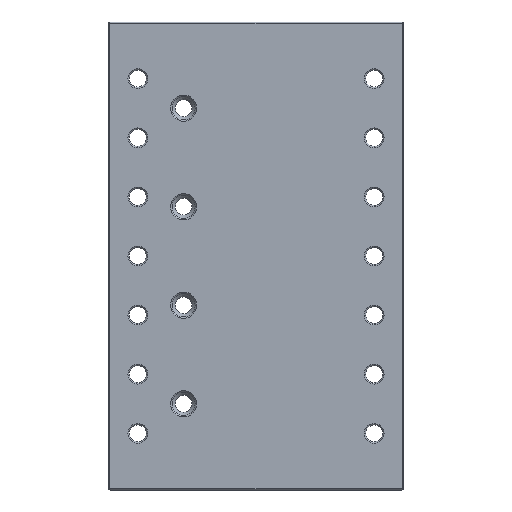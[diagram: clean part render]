
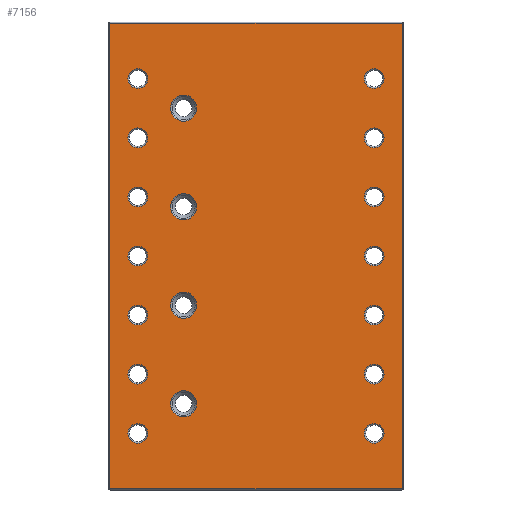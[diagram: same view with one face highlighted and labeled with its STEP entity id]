
A CAD part, front view. The second image highlights one B-rep face of the part: STEP entity #7156.
In plain terms, the highlighted planar face has unit normal (0, -1, 0).
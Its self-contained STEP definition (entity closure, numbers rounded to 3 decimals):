
#182=FACE_BOUND('',#987,.T.);
#183=FACE_BOUND('',#988,.T.);
#184=FACE_BOUND('',#989,.T.);
#185=FACE_BOUND('',#990,.T.);
#186=FACE_BOUND('',#991,.T.);
#187=FACE_BOUND('',#992,.T.);
#188=FACE_BOUND('',#993,.T.);
#189=FACE_BOUND('',#994,.T.);
#190=FACE_BOUND('',#995,.T.);
#191=FACE_BOUND('',#996,.T.);
#192=FACE_BOUND('',#997,.T.);
#193=FACE_BOUND('',#998,.T.);
#194=FACE_BOUND('',#999,.T.);
#195=FACE_BOUND('',#1000,.T.);
#196=FACE_BOUND('',#1001,.T.);
#197=FACE_BOUND('',#1002,.T.);
#198=FACE_BOUND('',#1003,.T.);
#199=FACE_BOUND('',#1004,.T.);
#264=PLANE('',#7713);
#493=FACE_OUTER_BOUND('',#986,.T.);
#986=EDGE_LOOP('',(#4942,#4943,#4944,#4945,#4946,#4947,#4948,#4949));
#987=EDGE_LOOP('',(#4950));
#988=EDGE_LOOP('',(#4951));
#989=EDGE_LOOP('',(#4952));
#990=EDGE_LOOP('',(#4953));
#991=EDGE_LOOP('',(#4954));
#992=EDGE_LOOP('',(#4955));
#993=EDGE_LOOP('',(#4956));
#994=EDGE_LOOP('',(#4957));
#995=EDGE_LOOP('',(#4958));
#996=EDGE_LOOP('',(#4959));
#997=EDGE_LOOP('',(#4960));
#998=EDGE_LOOP('',(#4961));
#999=EDGE_LOOP('',(#4962));
#1000=EDGE_LOOP('',(#4963));
#1001=EDGE_LOOP('',(#4964));
#1002=EDGE_LOOP('',(#4965));
#1003=EDGE_LOOP('',(#4966));
#1004=EDGE_LOOP('',(#4967));
#1649=CIRCLE('',#7711,2.);
#1651=CIRCLE('',#7714,0.2);
#1652=CIRCLE('',#7715,0.2);
#1653=CIRCLE('',#7716,0.2);
#1654=CIRCLE('',#7717,0.2);
#1655=CIRCLE('',#7718,2.);
#1656=CIRCLE('',#7719,2.);
#1657=CIRCLE('',#7720,2.);
#1658=CIRCLE('',#7721,2.);
#1659=CIRCLE('',#7722,2.);
#1660=CIRCLE('',#7723,2.);
#1661=CIRCLE('',#7724,2.);
#1662=CIRCLE('',#7725,2.65);
#1663=CIRCLE('',#7726,2.65);
#1664=CIRCLE('',#7727,2.65);
#1665=CIRCLE('',#7728,2.65);
#1666=CIRCLE('',#7729,2.);
#1667=CIRCLE('',#7730,2.);
#1668=CIRCLE('',#7731,2.);
#1669=CIRCLE('',#7732,2.);
#1670=CIRCLE('',#7733,2.);
#1671=CIRCLE('',#7734,2.);
#2141=LINE('',#11452,#2615);
#2142=LINE('',#11456,#2616);
#2143=LINE('',#11460,#2617);
#2144=LINE('',#11463,#2618);
#2615=VECTOR('',#8838,10.);
#2616=VECTOR('',#8841,10.);
#2617=VECTOR('',#8844,10.);
#2618=VECTOR('',#8847,10.);
#3124=VERTEX_POINT('',#11442);
#3126=VERTEX_POINT('',#11448);
#3127=VERTEX_POINT('',#11449);
#3128=VERTEX_POINT('',#11451);
#3129=VERTEX_POINT('',#11453);
#3130=VERTEX_POINT('',#11455);
#3131=VERTEX_POINT('',#11457);
#3132=VERTEX_POINT('',#11459);
#3133=VERTEX_POINT('',#11461);
#3134=VERTEX_POINT('',#11464);
#3135=VERTEX_POINT('',#11466);
#3136=VERTEX_POINT('',#11468);
#3137=VERTEX_POINT('',#11470);
#3138=VERTEX_POINT('',#11472);
#3139=VERTEX_POINT('',#11474);
#3140=VERTEX_POINT('',#11476);
#3141=VERTEX_POINT('',#11478);
#3142=VERTEX_POINT('',#11480);
#3143=VERTEX_POINT('',#11482);
#3144=VERTEX_POINT('',#11484);
#3145=VERTEX_POINT('',#11486);
#3146=VERTEX_POINT('',#11488);
#3147=VERTEX_POINT('',#11490);
#3148=VERTEX_POINT('',#11492);
#3149=VERTEX_POINT('',#11494);
#3150=VERTEX_POINT('',#11496);
#3788=EDGE_CURVE('',#3124,#3124,#1649,.T.);
#3791=EDGE_CURVE('',#3126,#3127,#1651,.T.);
#3792=EDGE_CURVE('',#3128,#3126,#2141,.T.);
#3793=EDGE_CURVE('',#3129,#3128,#1652,.T.);
#3794=EDGE_CURVE('',#3130,#3129,#2142,.T.);
#3795=EDGE_CURVE('',#3131,#3130,#1653,.T.);
#3796=EDGE_CURVE('',#3132,#3131,#2143,.T.);
#3797=EDGE_CURVE('',#3133,#3132,#1654,.T.);
#3798=EDGE_CURVE('',#3127,#3133,#2144,.T.);
#3799=EDGE_CURVE('',#3134,#3134,#1655,.T.);
#3800=EDGE_CURVE('',#3135,#3135,#1656,.T.);
#3801=EDGE_CURVE('',#3136,#3136,#1657,.T.);
#3802=EDGE_CURVE('',#3137,#3137,#1658,.T.);
#3803=EDGE_CURVE('',#3138,#3138,#1659,.T.);
#3804=EDGE_CURVE('',#3139,#3139,#1660,.T.);
#3805=EDGE_CURVE('',#3140,#3140,#1661,.T.);
#3806=EDGE_CURVE('',#3141,#3141,#1662,.T.);
#3807=EDGE_CURVE('',#3142,#3142,#1663,.T.);
#3808=EDGE_CURVE('',#3143,#3143,#1664,.T.);
#3809=EDGE_CURVE('',#3144,#3144,#1665,.T.);
#3810=EDGE_CURVE('',#3145,#3145,#1666,.T.);
#3811=EDGE_CURVE('',#3146,#3146,#1667,.T.);
#3812=EDGE_CURVE('',#3147,#3147,#1668,.T.);
#3813=EDGE_CURVE('',#3148,#3148,#1669,.T.);
#3814=EDGE_CURVE('',#3149,#3149,#1670,.T.);
#3815=EDGE_CURVE('',#3150,#3150,#1671,.T.);
#4942=ORIENTED_EDGE('',*,*,#3791,.F.);
#4943=ORIENTED_EDGE('',*,*,#3792,.F.);
#4944=ORIENTED_EDGE('',*,*,#3793,.F.);
#4945=ORIENTED_EDGE('',*,*,#3794,.F.);
#4946=ORIENTED_EDGE('',*,*,#3795,.F.);
#4947=ORIENTED_EDGE('',*,*,#3796,.F.);
#4948=ORIENTED_EDGE('',*,*,#3797,.F.);
#4949=ORIENTED_EDGE('',*,*,#3798,.F.);
#4950=ORIENTED_EDGE('',*,*,#3799,.F.);
#4951=ORIENTED_EDGE('',*,*,#3800,.F.);
#4952=ORIENTED_EDGE('',*,*,#3801,.F.);
#4953=ORIENTED_EDGE('',*,*,#3802,.F.);
#4954=ORIENTED_EDGE('',*,*,#3803,.F.);
#4955=ORIENTED_EDGE('',*,*,#3804,.F.);
#4956=ORIENTED_EDGE('',*,*,#3805,.F.);
#4957=ORIENTED_EDGE('',*,*,#3806,.F.);
#4958=ORIENTED_EDGE('',*,*,#3807,.F.);
#4959=ORIENTED_EDGE('',*,*,#3808,.F.);
#4960=ORIENTED_EDGE('',*,*,#3809,.F.);
#4961=ORIENTED_EDGE('',*,*,#3810,.F.);
#4962=ORIENTED_EDGE('',*,*,#3811,.F.);
#4963=ORIENTED_EDGE('',*,*,#3812,.F.);
#4964=ORIENTED_EDGE('',*,*,#3813,.F.);
#4965=ORIENTED_EDGE('',*,*,#3814,.F.);
#4966=ORIENTED_EDGE('',*,*,#3815,.F.);
#4967=ORIENTED_EDGE('',*,*,#3788,.F.);
#7156=ADVANCED_FACE('',(#493,#182,#183,#184,#185,#186,#187,#188,#189,#190,
#191,#192,#193,#194,#195,#196,#197,#198,#199),#264,.T.);
#7711=AXIS2_PLACEMENT_3D('',#11443,#8829,#8830);
#7713=AXIS2_PLACEMENT_3D('',#11447,#8834,#8835);
#7714=AXIS2_PLACEMENT_3D('',#11450,#8836,#8837);
#7715=AXIS2_PLACEMENT_3D('',#11454,#8839,#8840);
#7716=AXIS2_PLACEMENT_3D('',#11458,#8842,#8843);
#7717=AXIS2_PLACEMENT_3D('',#11462,#8845,#8846);
#7718=AXIS2_PLACEMENT_3D('',#11465,#8848,#8849);
#7719=AXIS2_PLACEMENT_3D('',#11467,#8850,#8851);
#7720=AXIS2_PLACEMENT_3D('',#11469,#8852,#8853);
#7721=AXIS2_PLACEMENT_3D('',#11471,#8854,#8855);
#7722=AXIS2_PLACEMENT_3D('',#11473,#8856,#8857);
#7723=AXIS2_PLACEMENT_3D('',#11475,#8858,#8859);
#7724=AXIS2_PLACEMENT_3D('',#11477,#8860,#8861);
#7725=AXIS2_PLACEMENT_3D('',#11479,#8862,#8863);
#7726=AXIS2_PLACEMENT_3D('',#11481,#8864,#8865);
#7727=AXIS2_PLACEMENT_3D('',#11483,#8866,#8867);
#7728=AXIS2_PLACEMENT_3D('',#11485,#8868,#8869);
#7729=AXIS2_PLACEMENT_3D('',#11487,#8870,#8871);
#7730=AXIS2_PLACEMENT_3D('',#11489,#8872,#8873);
#7731=AXIS2_PLACEMENT_3D('',#11491,#8874,#8875);
#7732=AXIS2_PLACEMENT_3D('',#11493,#8876,#8877);
#7733=AXIS2_PLACEMENT_3D('',#11495,#8878,#8879);
#7734=AXIS2_PLACEMENT_3D('',#11497,#8880,#8881);
#8829=DIRECTION('center_axis',(0.,-1.,0.));
#8830=DIRECTION('ref_axis',(1.,0.,0.));
#8834=DIRECTION('center_axis',(0.,-1.,0.));
#8835=DIRECTION('ref_axis',(1.,0.,0.));
#8836=DIRECTION('center_axis',(0.,1.,0.));
#8837=DIRECTION('ref_axis',(0.707,0.,-0.707));
#8838=DIRECTION('',(0.,0.,-1.));
#8839=DIRECTION('center_axis',(0.,1.,0.));
#8840=DIRECTION('ref_axis',(0.707,0.,0.707));
#8841=DIRECTION('',(1.,0.,0.));
#8842=DIRECTION('center_axis',(0.,1.,0.));
#8843=DIRECTION('ref_axis',(-0.707,0.,0.707));
#8844=DIRECTION('',(0.,0.,1.));
#8845=DIRECTION('center_axis',(0.,1.,0.));
#8846=DIRECTION('ref_axis',(-0.707,0.,-0.707));
#8847=DIRECTION('',(-1.,0.,0.));
#8848=DIRECTION('center_axis',(0.,-1.,0.));
#8849=DIRECTION('ref_axis',(1.,0.,0.));
#8850=DIRECTION('center_axis',(0.,-1.,0.));
#8851=DIRECTION('ref_axis',(1.,0.,0.));
#8852=DIRECTION('center_axis',(0.,-1.,0.));
#8853=DIRECTION('ref_axis',(1.,0.,0.));
#8854=DIRECTION('center_axis',(0.,-1.,0.));
#8855=DIRECTION('ref_axis',(1.,0.,0.));
#8856=DIRECTION('center_axis',(0.,-1.,0.));
#8857=DIRECTION('ref_axis',(1.,0.,0.));
#8858=DIRECTION('center_axis',(0.,-1.,0.));
#8859=DIRECTION('ref_axis',(1.,0.,0.));
#8860=DIRECTION('center_axis',(0.,-1.,0.));
#8861=DIRECTION('ref_axis',(1.,0.,0.));
#8862=DIRECTION('center_axis',(0.,-1.,0.));
#8863=DIRECTION('ref_axis',(1.,0.,0.));
#8864=DIRECTION('center_axis',(0.,-1.,0.));
#8865=DIRECTION('ref_axis',(1.,0.,0.));
#8866=DIRECTION('center_axis',(0.,-1.,0.));
#8867=DIRECTION('ref_axis',(1.,0.,0.));
#8868=DIRECTION('center_axis',(0.,-1.,0.));
#8869=DIRECTION('ref_axis',(1.,0.,0.));
#8870=DIRECTION('center_axis',(0.,-1.,0.));
#8871=DIRECTION('ref_axis',(1.,0.,0.));
#8872=DIRECTION('center_axis',(0.,-1.,0.));
#8873=DIRECTION('ref_axis',(1.,0.,0.));
#8874=DIRECTION('center_axis',(0.,-1.,0.));
#8875=DIRECTION('ref_axis',(1.,0.,0.));
#8876=DIRECTION('center_axis',(0.,-1.,0.));
#8877=DIRECTION('ref_axis',(1.,0.,0.));
#8878=DIRECTION('center_axis',(0.,-1.,0.));
#8879=DIRECTION('ref_axis',(1.,0.,0.));
#8880=DIRECTION('center_axis',(0.,-1.,0.));
#8881=DIRECTION('ref_axis',(1.,0.,0.));
#11442=CARTESIAN_POINT('',(42.,-11.,11.5));
#11443=CARTESIAN_POINT('Origin',(44.,-11.,11.5));
#11447=CARTESIAN_POINT('Origin',(-10.,-11.,0.));
#11448=CARTESIAN_POINT('',(49.7,-11.,0.5));
#11449=CARTESIAN_POINT('',(49.5,-11.,0.3));
#11450=CARTESIAN_POINT('Origin',(49.5,-11.,0.5));
#11451=CARTESIAN_POINT('',(49.7,-11.,94.5));
#11452=CARTESIAN_POINT('',(49.7,-11.,0.));
#11453=CARTESIAN_POINT('',(49.5,-11.,94.7));
#11454=CARTESIAN_POINT('Origin',(49.5,-11.,94.5));
#11455=CARTESIAN_POINT('',(-9.5,-11.,94.7));
#11456=CARTESIAN_POINT('',(5.,-11.,94.7));
#11457=CARTESIAN_POINT('',(-9.7,-11.,94.5));
#11458=CARTESIAN_POINT('Origin',(-9.5,-11.,94.5));
#11459=CARTESIAN_POINT('',(-9.7,-11.,0.5));
#11460=CARTESIAN_POINT('',(-9.7,-11.,0.));
#11461=CARTESIAN_POINT('',(-9.5,-11.,0.3));
#11462=CARTESIAN_POINT('Origin',(-9.5,-11.,0.5));
#11463=CARTESIAN_POINT('',(5.,-11.,0.3));
#11464=CARTESIAN_POINT('',(42.,-11.,35.5));
#11465=CARTESIAN_POINT('Origin',(44.,-11.,35.5));
#11466=CARTESIAN_POINT('',(42.,-11.,83.5));
#11467=CARTESIAN_POINT('Origin',(44.,-11.,83.5));
#11468=CARTESIAN_POINT('',(-6.,-11.,47.5));
#11469=CARTESIAN_POINT('Origin',(-4.,-11.,47.5));
#11470=CARTESIAN_POINT('',(-6.,-11.,11.5));
#11471=CARTESIAN_POINT('Origin',(-4.,-11.,11.5));
#11472=CARTESIAN_POINT('',(-6.,-11.,59.5));
#11473=CARTESIAN_POINT('Origin',(-4.,-11.,59.5));
#11474=CARTESIAN_POINT('',(42.,-11.,71.5));
#11475=CARTESIAN_POINT('Origin',(44.,-11.,71.5));
#11476=CARTESIAN_POINT('',(-6.,-11.,23.5));
#11477=CARTESIAN_POINT('Origin',(-4.,-11.,23.5));
#11478=CARTESIAN_POINT('',(2.65,-11.,77.5));
#11479=CARTESIAN_POINT('Origin',(5.3,-11.,77.5));
#11480=CARTESIAN_POINT('',(2.65,-11.,57.5));
#11481=CARTESIAN_POINT('Origin',(5.3,-11.,57.5));
#11482=CARTESIAN_POINT('',(2.65,-11.,37.5));
#11483=CARTESIAN_POINT('Origin',(5.3,-11.,37.5));
#11484=CARTESIAN_POINT('',(2.65,-11.,17.5));
#11485=CARTESIAN_POINT('Origin',(5.3,-11.,17.5));
#11486=CARTESIAN_POINT('',(42.,-11.,47.5));
#11487=CARTESIAN_POINT('Origin',(44.,-11.,47.5));
#11488=CARTESIAN_POINT('',(-6.,-11.,83.5));
#11489=CARTESIAN_POINT('Origin',(-4.,-11.,83.5));
#11490=CARTESIAN_POINT('',(-6.,-11.,35.5));
#11491=CARTESIAN_POINT('Origin',(-4.,-11.,35.5));
#11492=CARTESIAN_POINT('',(42.,-11.,23.5));
#11493=CARTESIAN_POINT('Origin',(44.,-11.,23.5));
#11494=CARTESIAN_POINT('',(-6.,-11.,71.5));
#11495=CARTESIAN_POINT('Origin',(-4.,-11.,71.5));
#11496=CARTESIAN_POINT('',(42.,-11.,59.5));
#11497=CARTESIAN_POINT('Origin',(44.,-11.,59.5));
